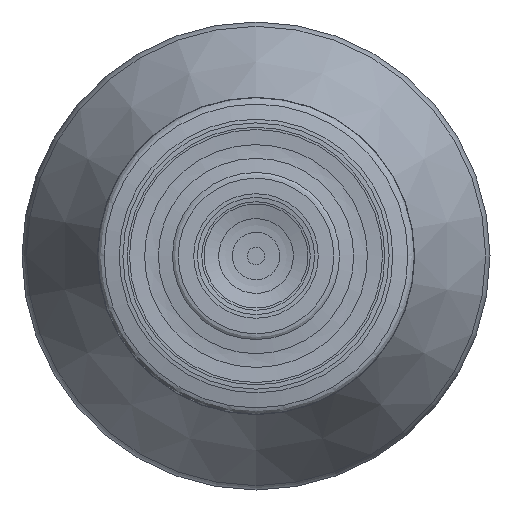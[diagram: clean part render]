
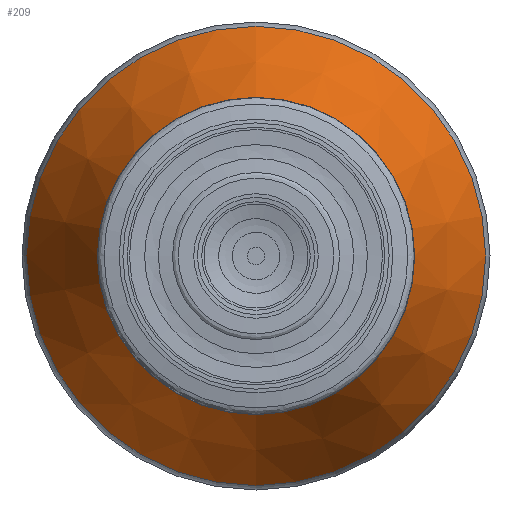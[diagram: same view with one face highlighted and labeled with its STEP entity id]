
A CAD part, left-side view. The second image highlights one B-rep face of the part: STEP entity #209.
In plain terms, the highlighted conical face has half-angle 26.565 degrees and reference radius 16.683 mm.
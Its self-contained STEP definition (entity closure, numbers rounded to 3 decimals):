
#187=CONICAL_SURFACE('',#825,16.683,26.565);
#209=ADVANCED_FACE('',(#291,#292),#187,.T.);
#291=FACE_BOUND('',#406,.T.);
#292=FACE_BOUND('',#407,.T.);
#406=EDGE_LOOP('',(#524));
#407=EDGE_LOOP('',(#525));
#524=ORIENTED_EDGE('',*,*,#687,.T.);
#525=ORIENTED_EDGE('',*,*,#686,.F.);
#627=VERTEX_POINT('',#1153);
#628=VERTEX_POINT('',#1156);
#686=EDGE_CURVE('',#627,#627,#745,.T.);
#687=EDGE_CURVE('',#628,#628,#746,.T.);
#745=CIRCLE('',#822,16.683);
#746=CIRCLE('',#824,11.528);
#822=AXIS2_PLACEMENT_3D('',#1152,#937,#938);
#824=AXIS2_PLACEMENT_3D('',#1155,#941,#942);
#825=AXIS2_PLACEMENT_3D('',#1157,#943,#944);
#937=DIRECTION('',(1.,0.,0.));
#938=DIRECTION('',(0.,0.,1.));
#941=DIRECTION('',(1.,0.,0.));
#942=DIRECTION('',(0.,0.,1.));
#943=DIRECTION('',(1.,0.,0.));
#944=DIRECTION('',(0.,0.,-1.));
#1152=CARTESIAN_POINT('',(85.367,0.,0.));
#1153=CARTESIAN_POINT('',(85.367,0.,16.683));
#1155=CARTESIAN_POINT('',(75.056,0.,0.));
#1156=CARTESIAN_POINT('',(75.056,0.,11.528));
#1157=CARTESIAN_POINT('',(85.367,0.,0.));
